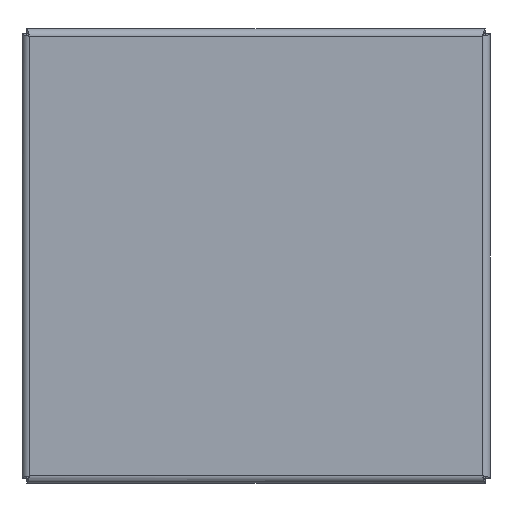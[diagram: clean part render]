
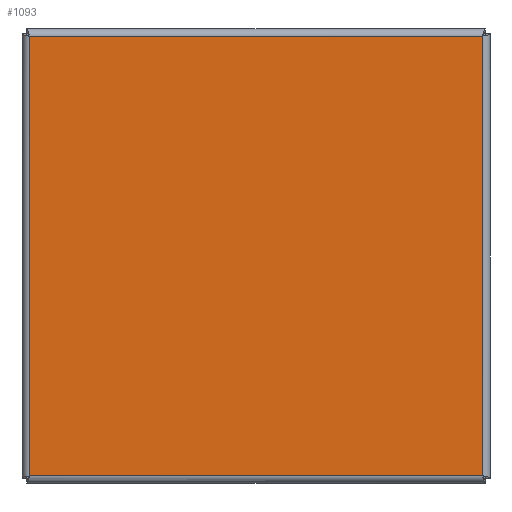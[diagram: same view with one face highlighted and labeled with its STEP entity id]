
A CAD part, front view. The second image highlights one B-rep face of the part: STEP entity #1093.
In plain terms, the highlighted planar face has unit normal (0, -1, 0).
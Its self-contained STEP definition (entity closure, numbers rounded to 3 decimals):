
#105=FACE_OUTER_BOUND($,#186,.T.);
#186=EDGE_LOOP($,(#786,#787,#788,#789));
#278=LINE($,#1596,#390);
#279=LINE($,#1598,#391);
#280=LINE($,#1600,#392);
#281=LINE($,#1601,#393);
#390=VECTOR($,#1340,98.8);
#391=VECTOR($,#1341,95.8);
#392=VECTOR($,#1342,98.8);
#393=VECTOR($,#1343,95.8);
#492=VERTEX_POINT($,#1594);
#493=VERTEX_POINT($,#1595);
#494=VERTEX_POINT($,#1597);
#495=VERTEX_POINT($,#1599);
#594=EDGE_CURVE($,#492,#493,#278,.T.);
#595=EDGE_CURVE($,#493,#494,#279,.T.);
#596=EDGE_CURVE($,#494,#495,#280,.T.);
#597=EDGE_CURVE($,#495,#492,#281,.T.);
#786=ORIENTED_EDGE($,*,*,#594,.T.);
#787=ORIENTED_EDGE($,*,*,#595,.T.);
#788=ORIENTED_EDGE($,*,*,#596,.T.);
#789=ORIENTED_EDGE($,*,*,#597,.T.);
#972=PLANE($,#1174);
#1093=ADVANCED_FACE($,(#105),#972,.T.);
#1174=AXIS2_PLACEMENT_3D($,#1593,#1338,#1339);
#1338=DIRECTION('center_axis',(0.,-1.,0.));
#1339=DIRECTION('ref_axis',(0.,0.,-1.));
#1340=DIRECTION($,(1.,0.,0.));
#1341=DIRECTION($,(0.,0.,1.));
#1342=DIRECTION($,(-1.,0.,0.));
#1343=DIRECTION($,(0.,0.,-1.));
#1593=CARTESIAN_POINT('Origin',(0.,-39.8,0.));
#1594=CARTESIAN_POINT('',(-49.4,-39.8,-47.9));
#1595=CARTESIAN_POINT('',(49.4,-39.8,-47.9));
#1596=CARTESIAN_POINT($,(-24.7,-39.8,-47.9));
#1597=CARTESIAN_POINT('',(49.4,-39.8,47.9));
#1598=CARTESIAN_POINT($,(49.4,-39.8,-23.95));
#1599=CARTESIAN_POINT('',(-49.4,-39.8,47.9));
#1600=CARTESIAN_POINT($,(24.7,-39.8,47.9));
#1601=CARTESIAN_POINT($,(-49.4,-39.8,23.95));
